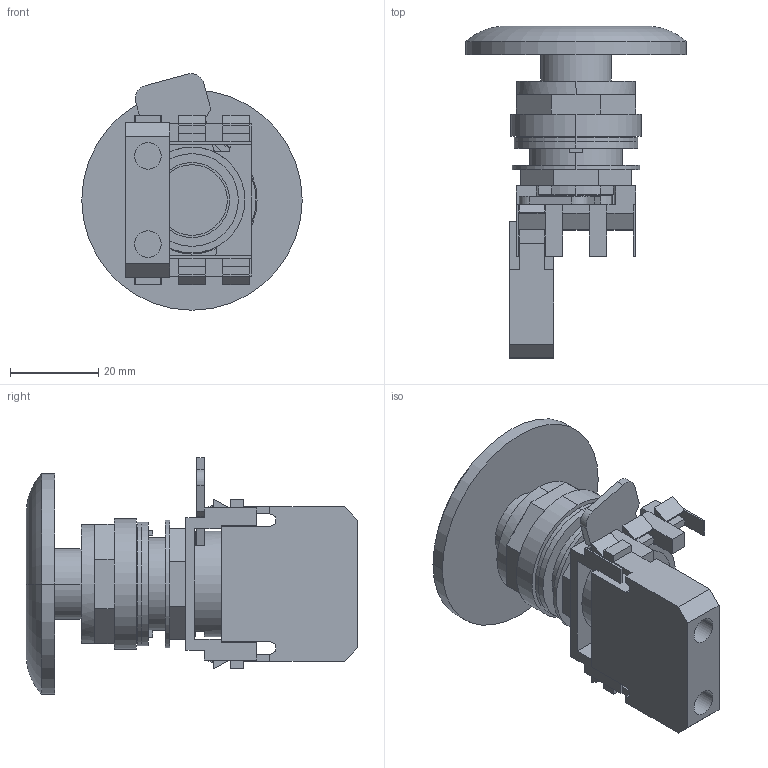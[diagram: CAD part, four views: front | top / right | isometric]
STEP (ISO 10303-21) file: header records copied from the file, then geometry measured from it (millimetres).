
FILE_DESCRIPTION (( 'STEP AP214' ), '1' );
FILE_NAME ('E22JPLB2B.step', '2018-07-05T19:24:55', ( '' ), ( '' ), 'SwSTEP 2.0', 'SolidWorks 2017', '' );
FILE_SCHEMA (( 'AUTOMOTIVE_DESIGN' ));
Length unit declared in the file: millimetre
Products named in the file (1): E22JPLB2B
Bounding box: 50 x 75.25 x 53.63 mm (x, y, z)
Volume: 36087.6 mm3; surface area: 21758.7 mm2
Topology: 8 solids, 8 shells, 247 faces, 675 edges, 432 vertices
Faces by surface type: plane 201, cylinder 44, torus 2
Entity records: 7848 total; most frequent: CARTESIAN_POINT 1355, ORIENTED_EDGE 1350, DIRECTION 1285, EDGE_CURVE 675, VECTOR 561, LINE 561, VERTEX_POINT 432, AXIS2_PLACEMENT_3D 362
